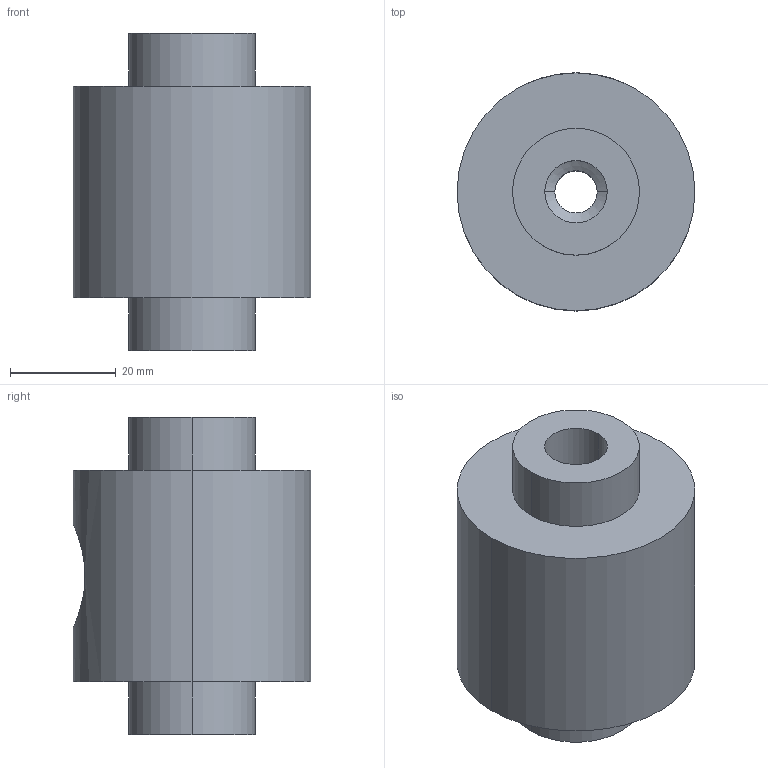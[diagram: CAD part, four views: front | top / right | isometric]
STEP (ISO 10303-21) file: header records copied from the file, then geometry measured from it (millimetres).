
FILE_DESCRIPTION (( 'STEP AP214' ), '1' );
FILE_NAME ('Bati 3.2.STEP', '2020-12-08T16:16:37', ( '' ), ( '' ), 'SwSTEP 2.0', 'SolidWorks 2020', '' );
FILE_SCHEMA (( 'AUTOMOTIVE_DESIGN' ));
Length unit declared in the file: millimetre
Products named in the file (1): Bati 3.2
Bounding box: 45 x 45 x 60 mm (x, y, z)
Volume: 62855 mm3; surface area: 12777.3 mm2
Topology: 1 solids, 1 shells, 27 faces, 58 edges, 36 vertices
Faces by surface type: cylinder 14, cone 8, plane 5
Entity records: 988 total; most frequent: CARTESIAN_POINT 302, DIRECTION 136, ORIENTED_EDGE 116, AXIS2_PLACEMENT_3D 58, EDGE_CURVE 58, VERTEX_POINT 36, EDGE_LOOP 34, CIRCLE 30
